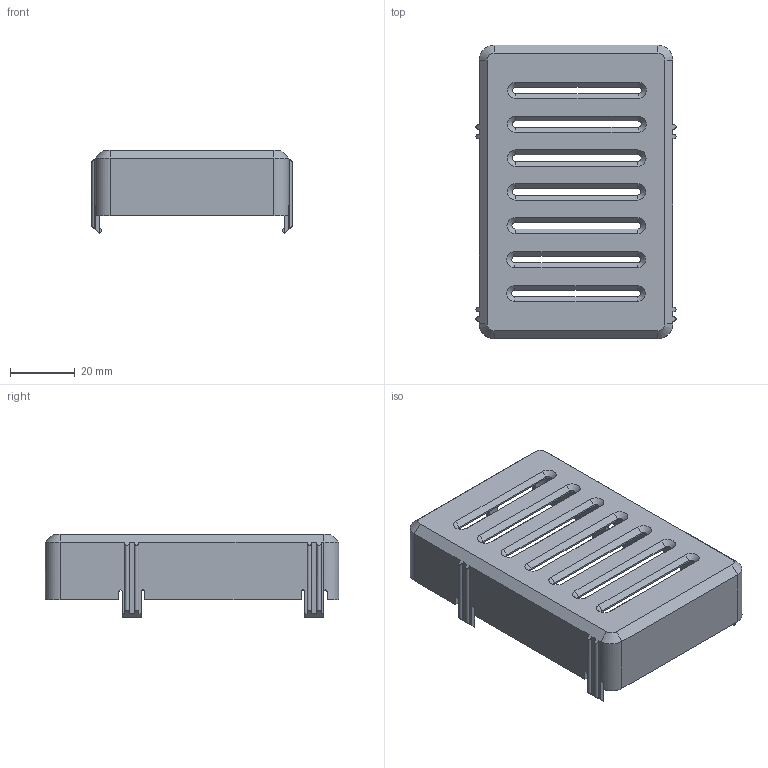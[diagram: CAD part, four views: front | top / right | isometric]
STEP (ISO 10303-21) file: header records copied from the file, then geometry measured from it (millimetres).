
FILE_DESCRIPTION( ( 'Unknown' ), '1' );
FILE_NAME( 'RaspberryCase_Top.stp', 'Unknown', ( 'Unknown' ), ( 'Unknown' ), 'PSStep 14.0', 'Unknown', ' ' );
FILE_SCHEMA( ( 'AUTOMOTIVE_DESIGN { 1 0 10303 214 1 1 1 1 }' ) );
Length unit declared in the file: millimetre
Products named in the file (1): Raspberry_Case_Top
Bounding box: 62 x 91 x 25.95 mm (x, y, z)
Volume: 14911.9 mm3; surface area: 19905.8 mm2
Topology: 1 solids, 1 shells, 193 faces, 518 edges, 327 vertices
Faces by surface type: plane 130, cylinder 41, cone 22
Entity records: 7557 total; most frequent: CARTESIAN_POINT 1078, ORIENTED_EDGE 1036, DIRECTION 1009, EDGE_CURVE 518, LINE 405, VECTOR 405, VERTEX_POINT 327, AXIS2_PLACEMENT_3D 302
